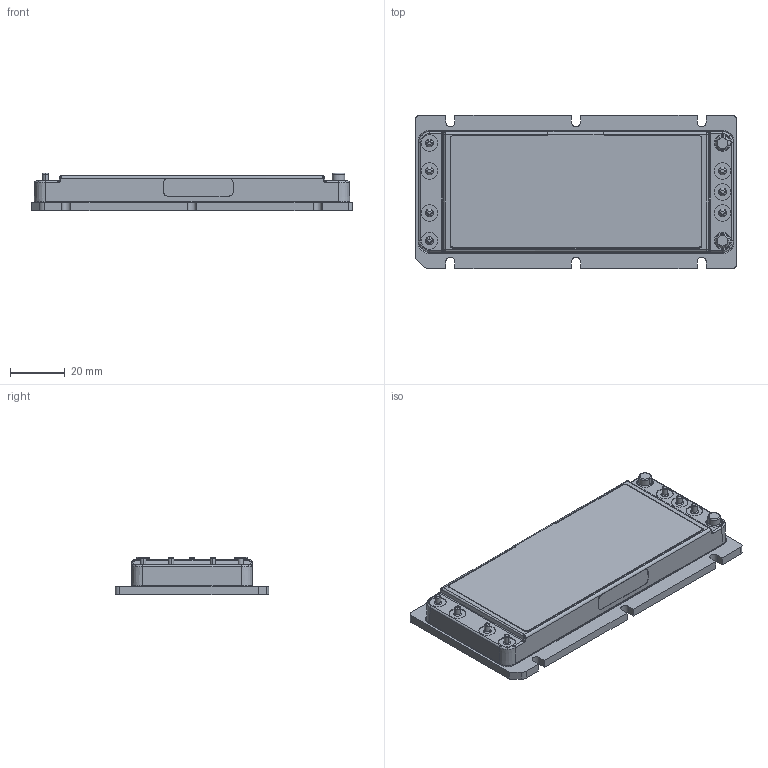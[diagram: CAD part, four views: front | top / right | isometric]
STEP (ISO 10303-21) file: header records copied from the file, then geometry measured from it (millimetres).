
FILE_DESCRIPTION(('FreeCAD Model'),'2;1');
FILE_NAME('37205r1-VxxAxxxxxxBP.step', '2017-03-16T09:57:17',('kicad StepUp'),('ksu MCAD'), 'Open CASCADE STEP processor 6.8','FreeCAD','Unknown');
FILE_SCHEMA(('AUTOMOTIVE_DESIGN_CC2 { 1 2 10303 214 -1 1 5 4 }'));
Length unit declared in the file: millimetre
Products named in the file (1): 37205r1-VxxAxxxxxxBP
Bounding box: 116.84 x 55.88 x 13.77 mm (x, y, z)
Volume: 67454.7 mm3; surface area: 18595.6 mm2
Topology: 1 solids, 1 shells, 287 faces, 694 edges, 430 vertices
Faces by surface type: plane 99, cylinder 84, bspline 62, cone 38, torus 4
Entity records: 12361 total; most frequent: CARTESIAN_POINT 3976, ORIENTED_EDGE 1388, DIRECTION 1261, EDGE_CURVE 694, AXIS2_PLACEMENT_3D 463, VERTEX_POINT 430, LINE 335, VECTOR 335
